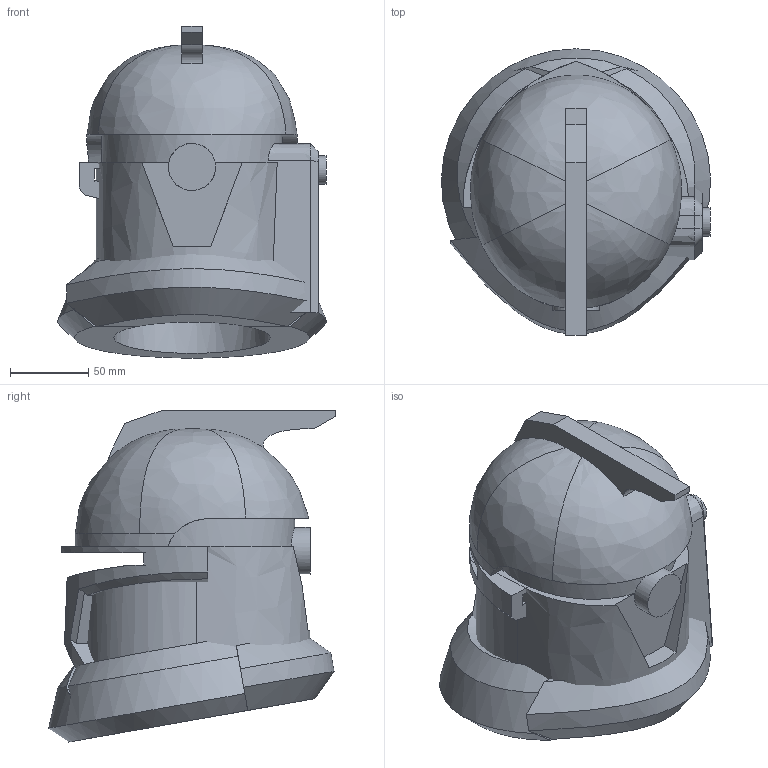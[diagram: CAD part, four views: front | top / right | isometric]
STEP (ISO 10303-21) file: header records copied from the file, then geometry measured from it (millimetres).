
FILE_DESCRIPTION(/* description */ ('STEP AP242','CAx-IF Rec.Pracs.---Representation and Presentation of Product Manufacturing Information (PMI)---4.0---2014-10-13','CAx-IF Rec.Pracs.---3D Tessellated Geometry---0.4---2014-09-14','2;1'),/* implementation_level */ '2;1');
FILE_NAME(/* name */ '6674ddd555737c27e58de47b',/* time_stamp */ '2024-06-21T01:56:37Z',/* author */ (''),/* organization */ (''),/* preprocessor_version */ 'ST-DEVELOPER v20',/* originating_system */ ' ',/* authorisation */ ' ');
FILE_SCHEMA (('AP242_MANAGED_MODEL_BASED_3D_ENGINEERING_MIM_LF { 1 0 10303 442 1 1 4 }'));
Length unit declared in the file: metre
Products named in the file (6): Part 1; Part 6; Part 5; Part 4; Part 3; Part 2
Bounding box: 171.77 x 183.05 x 211.83 mm (x, y, z)
Volume: 2152136.2 mm3; surface area: 272468.6 mm2
Topology: 6 solids, 6 shells, 120 faces, 324 edges, 216 vertices
Faces by surface type: plane 77, bspline 34, cone 5, cylinder 4
Full cylindrical faces by diameter (mm): 18 x1, 30 x1
Entity records: 7931 total; most frequent: CARTESIAN_POINT 5043, ORIENTED_EDGE 642, DIRECTION 423, EDGE_CURVE 321, VERTEX_POINT 215, AXIS2_PLACEMENT_3D 144, LINE 135, VECTOR 135
